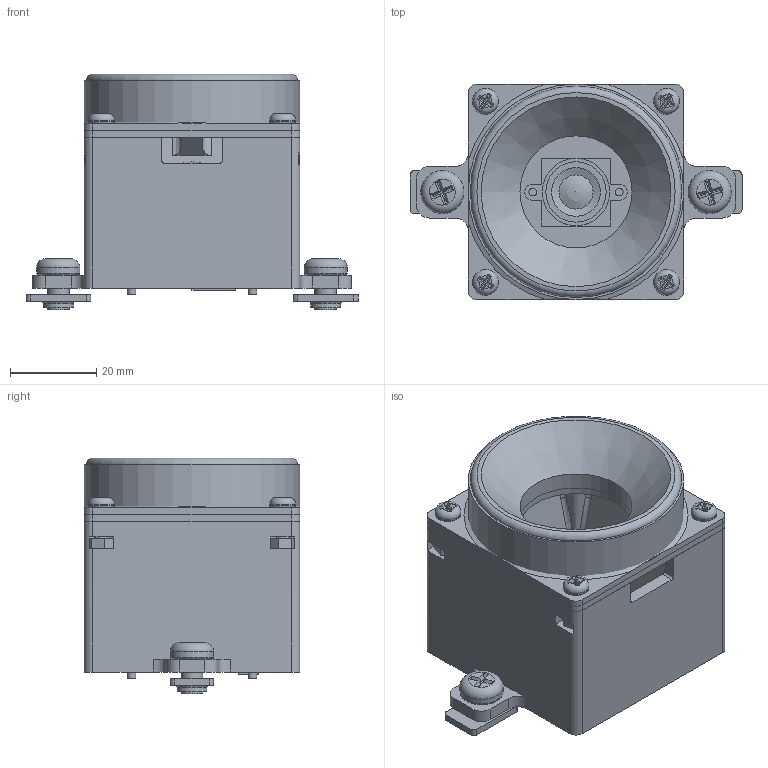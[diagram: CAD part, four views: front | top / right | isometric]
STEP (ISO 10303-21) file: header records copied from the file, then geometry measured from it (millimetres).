
FILE_DESCRIPTION(/* description */ ('Alibre Inc.'),/* implementation_level */ '2;1');
FILE_NAME(/* name */ 'export0',/* time_stamp */ '2015-07-11T14:41:34+12:00',/* author */ (''),/* organization */ (''),/* preprocessor_version */ 'ST-DEVELOPER v14',/* originating_system */ 'Alibre',/* authorisation */ '');
FILE_SCHEMA (('CONFIG_CONTROL_DESIGN'));
Length unit declared in the file: centimetre
Products named in the file (12): ID_1; ID_2; ID_3; ID_4; ID_5; ID_6; ID_7; ID_8; FNUT-M5-HNKK5
Bounding box: 77 x 50 x 54.59 mm (x, y, z)
Volume: 55045.8 mm3; surface area: 43480.9 mm2
Topology: 25 solids, 26 shells, 877 faces, 2192 edges, 1429 vertices
Faces by surface type: plane 663, cylinder 152, torus 28, bspline 26, sphere 4, cone 4
Full cylindrical faces by diameter (mm): 1.8 x2, 2 x8, 2.5 x8, 3 x8, 3.5 x16, 4 x4, 5 x5, 5.5 x2, 6 x4, 6.9 x2, 10 x3, 11 x1, 13 x1, 14 x1, 14.6 x1, 15.6 x1, 26 x2, 30 x1, 35.612 x1, 38 x1, 39.5 x1, 41.416 x1, 46 x1, 49 x2, 50 x1
Entity records: 26573 total; most frequent: CARTESIAN_POINT 10415, ORIENTED_EDGE 3122, DIRECTION 2446, EDGE_CURVE 1561, VERTEX_POINT 1061, VECTOR 1037, LINE 1037, AXIS2_PLACEMENT_3D 936
